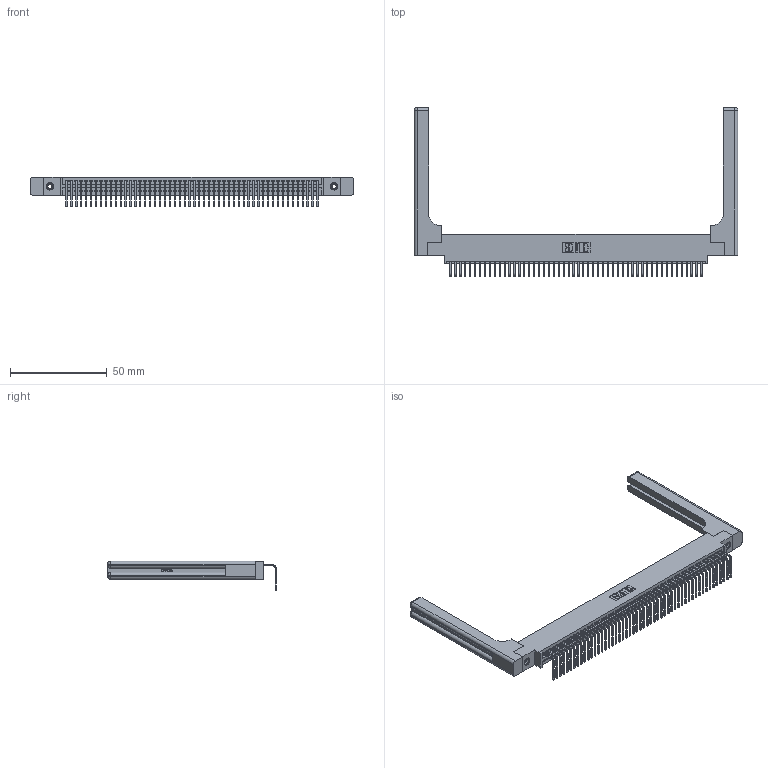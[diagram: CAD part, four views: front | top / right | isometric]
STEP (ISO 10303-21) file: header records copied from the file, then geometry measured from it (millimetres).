
FILE_DESCRIPTION (( 'STEP AP203' ), '1' );
FILE_NAME ('395-052-558-658.STEP', '2019-10-11T14:18:20', ( '' ), ( '' ), 'SwSTEP 2.0', 'SolidWorks 2016', '' );
FILE_SCHEMA (( 'CONFIG_CONTROL_DESIGN' ));
Length unit declared in the file: inch
Products named in the file (5): 345 Part_0.170 Offset - 0.156 Dia-TH; 345-292-001_558 Tail - 2; 345-250-001_345-250-001-102; 345-220-058_345-220-058; 395-052-558-658
Assembly tree (57 placements, depth 2):
  395-052-558-658
    345 Part_0.170 Offset - 0.156 Dia-TH
    345-292-001_558 Tail - 2  x52
    345-250-001_345-250-001-102  x2
    345-220-058_345-220-058  x2
Bounding box: 167.11 x 87.11 x 15.37 mm (x, y, z)
Volume: 24518.7 mm3; surface area: 27866.9 mm2
Topology: 57 solids, 57 shells, 3506 faces, 10483 edges, 6898 vertices
Faces by surface type: plane 2416, cylinder 1030, bspline 36, cone 12, sphere 8, torus 4
Entity records: 43188 total; most frequent: CARTESIAN_POINT 8453, ORIENTED_EDGE 7236, DIRECTION 6314, EDGE_CURVE 3618, LINE 3186, VECTOR 3186, VERTEX_POINT 2402, AXIS2_PLACEMENT_3D 1564
